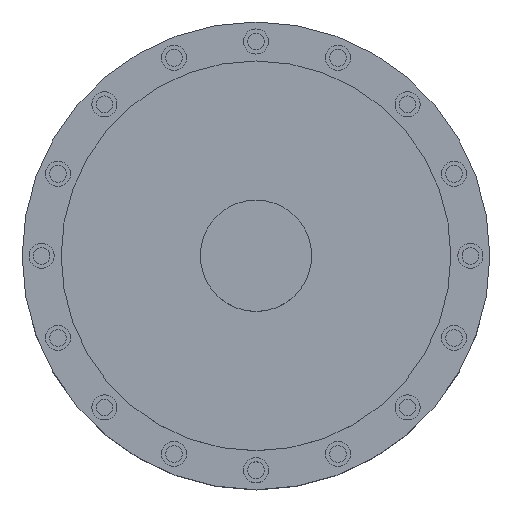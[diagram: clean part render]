
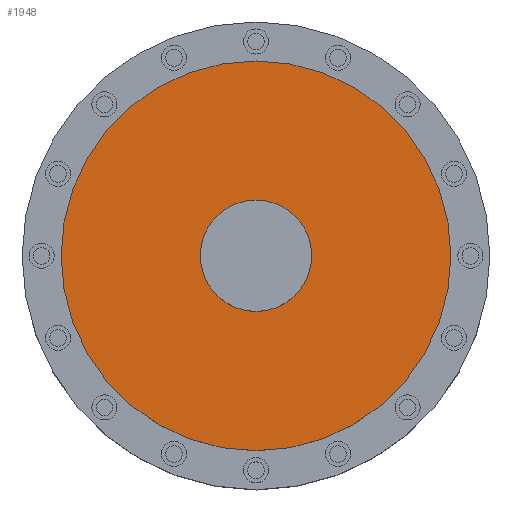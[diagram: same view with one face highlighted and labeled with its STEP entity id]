
A CAD part, top view. The second image highlights one B-rep face of the part: STEP entity #1948.
In plain terms, the highlighted planar face has unit normal (0, 0, 1).
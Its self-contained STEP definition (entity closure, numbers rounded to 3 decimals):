
#35 = CIRCLE ( 'NONE', #987, 35. ) ;
#155 = AXIS2_PLACEMENT_3D ( 'NONE', #1747, #1970, #3050 ) ;
#221 = AXIS2_PLACEMENT_3D ( 'NONE', #2362, #2597, #1556 ) ;
#252 = EDGE_LOOP ( 'NONE', ( #2441, #1033 ) ) ;
#460 = DIRECTION ( 'NONE',  ( 0., 0., 1. ) ) ;
#512 = CARTESIAN_POINT ( 'NONE',  ( 10., 0., 52. ) ) ;
#537 = DIRECTION ( 'NONE',  ( 0., 0., 1. ) ) ;
#602 = ORIENTED_EDGE ( 'NONE', *, *, #633, .T. ) ;
#633 = EDGE_CURVE ( 'NONE', #866, #2734, #35, .T. ) ;
#721 = CIRCLE ( 'NONE', #221, 35. ) ;
#741 = DIRECTION ( 'NONE',  ( 1., 0., 0. ) ) ;
#768 = CARTESIAN_POINT ( 'NONE',  ( 0., 0., 52. ) ) ;
#778 = VERTEX_POINT ( 'NONE', #512 ) ;
#866 = VERTEX_POINT ( 'NONE', #923 ) ;
#875 = CIRCLE ( 'NONE', #2817, 10. ) ;
#923 = CARTESIAN_POINT ( 'NONE',  ( 35., 0., 52. ) ) ;
#946 = EDGE_CURVE ( 'NONE', #3238, #778, #875, .T. ) ;
#987 = AXIS2_PLACEMENT_3D ( 'NONE', #2330, #460, #741 ) ;
#1033 = ORIENTED_EDGE ( 'NONE', *, *, #2500, .F. ) ;
#1075 = DIRECTION ( 'NONE',  ( 1., 0., 0. ) ) ;
#1556 = DIRECTION ( 'NONE',  ( 1., 0., 0. ) ) ;
#1721 = ORIENTED_EDGE ( 'NONE', *, *, #2997, .T. ) ;
#1747 = CARTESIAN_POINT ( 'NONE',  ( 0., 0., 52. ) ) ;
#1791 = DIRECTION ( 'NONE',  ( 0., 0., 1. ) ) ;
#1855 = FACE_BOUND ( 'NONE', #252, .T. ) ;
#1948 = ADVANCED_FACE ( 'NONE', ( #1855, #2082 ), #2916, .T. ) ;
#1970 = DIRECTION ( 'NONE',  ( 0., 0., 1. ) ) ;
#1981 = CIRCLE ( 'NONE', #155, 10. ) ;
#2082 = FACE_OUTER_BOUND ( 'NONE', #3083, .T. ) ;
#2255 = CARTESIAN_POINT ( 'NONE',  ( 0., 0., 52. ) ) ;
#2277 = DIRECTION ( 'NONE',  ( 1., 0., 0. ) ) ;
#2330 = CARTESIAN_POINT ( 'NONE',  ( 0., 0., 52. ) ) ;
#2362 = CARTESIAN_POINT ( 'NONE',  ( 0., 0., 52. ) ) ;
#2364 = AXIS2_PLACEMENT_3D ( 'NONE', #768, #537, #1075 ) ;
#2441 = ORIENTED_EDGE ( 'NONE', *, *, #946, .F. ) ;
#2500 = EDGE_CURVE ( 'NONE', #778, #3238, #1981, .T. ) ;
#2597 = DIRECTION ( 'NONE',  ( 0., 0., 1. ) ) ;
#2734 = VERTEX_POINT ( 'NONE', #3220 ) ;
#2817 = AXIS2_PLACEMENT_3D ( 'NONE', #2255, #1791, #2277 ) ;
#2916 = PLANE ( 'NONE',  #2364 ) ;
#2997 = EDGE_CURVE ( 'NONE', #2734, #866, #721, .T. ) ;
#3050 = DIRECTION ( 'NONE',  ( 1., 0., 0. ) ) ;
#3083 = EDGE_LOOP ( 'NONE', ( #1721, #602 ) ) ;
#3220 = CARTESIAN_POINT ( 'NONE',  ( -35., 0., 52. ) ) ;
#3238 = VERTEX_POINT ( 'NONE', #3282 ) ;
#3282 = CARTESIAN_POINT ( 'NONE',  ( -10., 0., 52. ) ) ;
